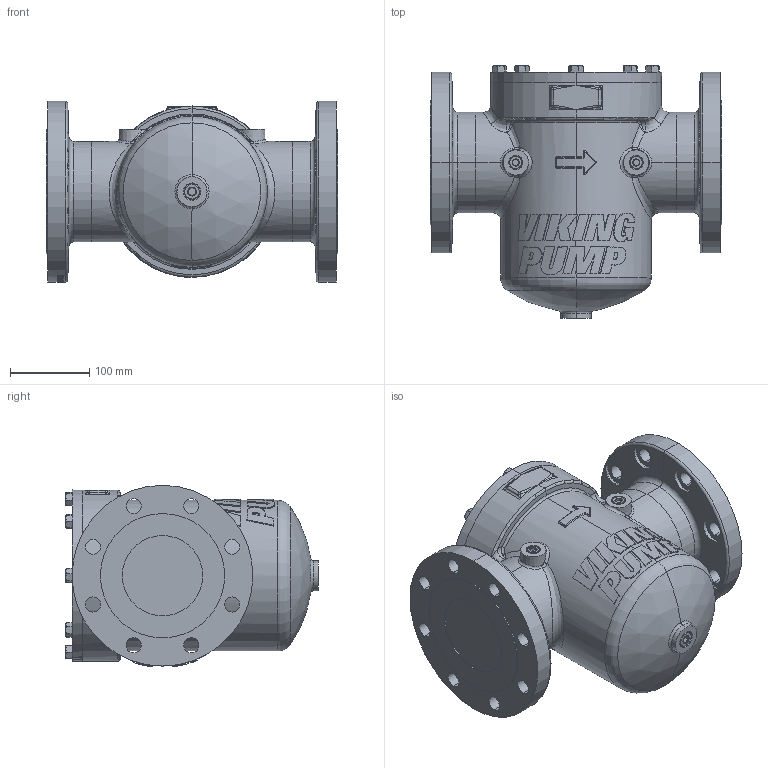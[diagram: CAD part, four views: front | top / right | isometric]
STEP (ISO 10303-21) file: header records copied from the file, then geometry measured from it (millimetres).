
FILE_DESCRIPTION (( 'STEP AP214' ), '1' );
FILE_NAME ('F-1040-R.STEP', '2017-01-11T15:33:36', ( '' ), ( '' ), 'SwSTEP 2.0', 'SolidWorks 2016', '' );
FILE_SCHEMA (( 'AUTOMOTIVE_DESIGN' ));
Length unit declared in the file: inch
Products named in the file (2): F-1040-R
Bounding box: 368.3 x 319.18 x 229.38 mm (x, y, z)
Volume: 12453281 mm3; surface area: 468229.2 mm2
Topology: 1 solids, 1 shells, 680 faces, 1626 edges, 985 vertices
Faces by surface type: plane 192, bspline 184, cylinder 146, cone 106, torus 30, sphere 22
Entity records: 83148 total; most frequent: CARTESIAN_POINT 60000, ORIENTED_EDGE 3188, DIRECTION 2557, EDGE_CURVE 1594, AXIS2_PLACEMENT_3D 1043, VERTEX_POINT 977, EDGE_LOOP 773, LENGTH_MEASURE_WITH_UNIT 683
